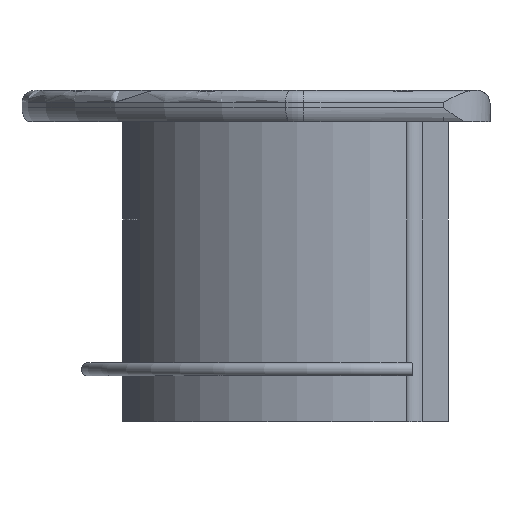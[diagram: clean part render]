
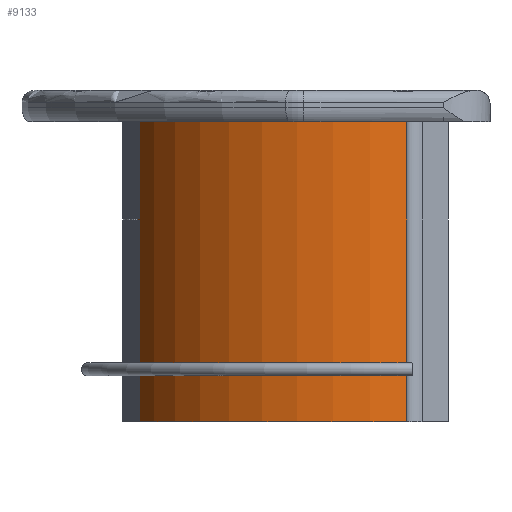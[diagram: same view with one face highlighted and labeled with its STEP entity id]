
A CAD part, left-side view. The second image highlights one B-rep face of the part: STEP entity #9133.
In plain terms, the highlighted cylindrical face has radius 571.5 mm (diameter 1143 mm), a partial arc.
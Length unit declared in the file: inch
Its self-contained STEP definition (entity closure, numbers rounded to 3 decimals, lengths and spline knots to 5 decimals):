
#884=FACE_OUTER_BOUND('',#1393,.T.);
#1393=EDGE_LOOP('',(#8261,#8262,#8263,#8264));
#2142=LINE('',#16001,#2900);
#2152=LINE('',#16029,#2910);
#2900=VECTOR('',#12994,0.3937);
#2910=VECTOR('',#13018,0.3937);
#3465=CIRCLE('',#10259,22.5);
#3466=CIRCLE('',#10260,22.5);
#4314=VERTEX_POINT('',#15997);
#4316=VERTEX_POINT('',#16000);
#4326=VERTEX_POINT('',#16027);
#4327=VERTEX_POINT('',#16028);
#5637=EDGE_CURVE('',#4314,#4316,#2142,.T.);
#5650=EDGE_CURVE('',#4326,#4327,#2152,.T.);
#5651=EDGE_CURVE('',#4316,#4326,#3465,.T.);
#5652=EDGE_CURVE('',#4314,#4327,#3466,.T.);
#8261=ORIENTED_EDGE('',*,*,#5650,.F.);
#8262=ORIENTED_EDGE('',*,*,#5651,.F.);
#8263=ORIENTED_EDGE('',*,*,#5637,.F.);
#8264=ORIENTED_EDGE('',*,*,#5652,.T.);
#8667=CYLINDRICAL_SURFACE('',#10258,22.5);
#9133=ADVANCED_FACE('',(#884),#8667,.T.);
#10258=AXIS2_PLACEMENT_3D('',#16026,#13016,#13017);
#10259=AXIS2_PLACEMENT_3D('',#16030,#13019,#13020);
#10260=AXIS2_PLACEMENT_3D('',#16031,#13021,#13022);
#12994=DIRECTION('',(0.,0.,-1.));
#13016=DIRECTION('center_axis',(0.,0.,-1.));
#13017=DIRECTION('ref_axis',(-0.978,-0.21,0.));
#13018=DIRECTION('',(0.,0.,1.));
#13019=DIRECTION('center_axis',(0.,0.,-1.));
#13020=DIRECTION('ref_axis',(-0.978,-0.21,0.));
#13021=DIRECTION('center_axis',(0.,0.,-1.));
#13022=DIRECTION('ref_axis',(-0.978,-0.21,0.));
#15997=CARTESIAN_POINT('',(16.,7.5,0.));
#16000=CARTESIAN_POINT('',(16.,7.5,-30.));
#16001=CARTESIAN_POINT('',(16.,7.5,0.));
#16026=CARTESIAN_POINT('Origin',(38.,12.21699,0.));
#16027=CARTESIAN_POINT('',(30.,33.24673,-30.));
#16028=CARTESIAN_POINT('',(30.,33.24673,0.));
#16029=CARTESIAN_POINT('',(30.,33.24673,0.));
#16030=CARTESIAN_POINT('Origin',(38.,12.21699,-30.));
#16031=CARTESIAN_POINT('Origin',(38.,12.21699,0.));
